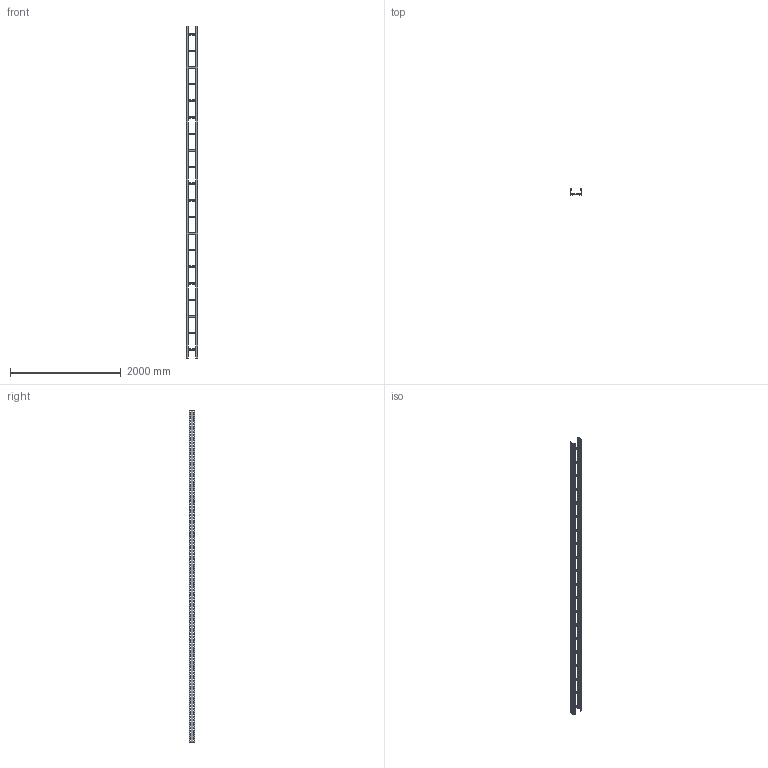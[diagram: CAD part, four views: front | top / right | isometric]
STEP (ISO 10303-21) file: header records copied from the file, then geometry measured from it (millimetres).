
FILE_DESCRIPTION((''),'2;1');
FILE_NAME('499420_PRT','2018-10-27T19:28:56',('tomasz.grudniewski'),(''),'CREO PARAMETRIC BY PTC INC, 2018260','CREO PARAMETRIC BY PTC INC, 2018260','');
FILE_SCHEMA(('CONFIG_CONTROL_DESIGN'));
Products named in the file (1): 499420_PRT
Bounding box: 200 x 100 x 6000 mm (x, y, z)
Volume: 3615576.6 mm3; surface area: 3712261.7 mm2
Topology: 1 solids, 1 shells, 2436 faces, 7256 edges, 4784 vertices
Faces by surface type: plane 2264, cylinder 172
Entity records: 82158 total; most frequent: ORIENTED_EDGE 14512, CARTESIAN_POINT 14476, DIRECTION 12472, EDGE_CURVE 7256, VECTOR 6912, LINE 6912, VERTEX_POINT 4784, EDGE_LOOP 3396
